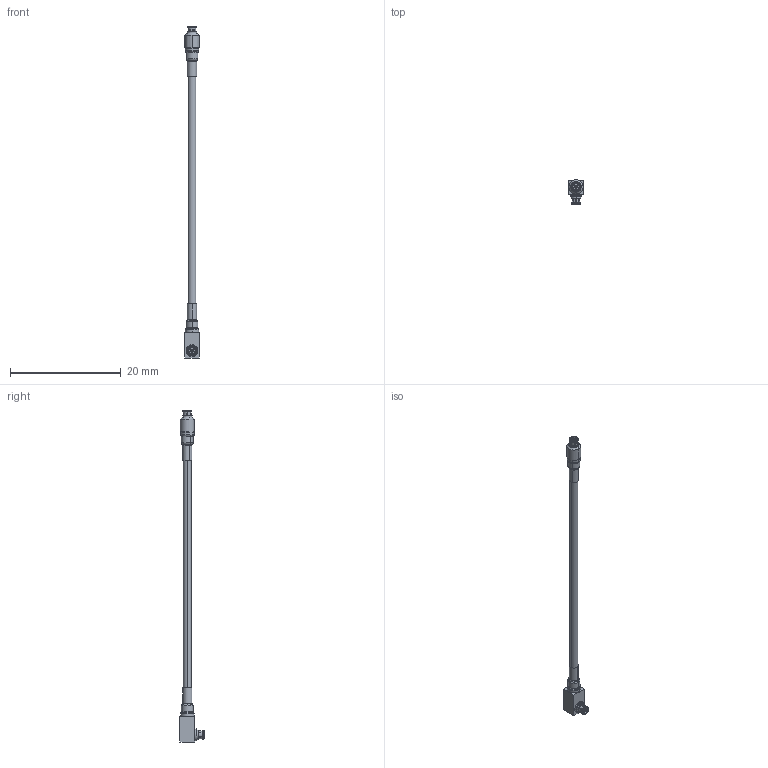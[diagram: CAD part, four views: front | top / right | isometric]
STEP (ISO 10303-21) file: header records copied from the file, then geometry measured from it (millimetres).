
FILE_DESCRIPTION (( 'STEP AP214' ), '1' );
FILE_NAME ('FMCA9952_3D.step', '2023-09-25T22:13:03', ( '' ), ( '' ), 'SwSTEP 2.0', 'SolidWorks 2022', '' );
FILE_SCHEMA (( 'AUTOMOTIVE_DESIGN' ));
Length unit declared in the file: inch
Products named in the file (5): Copy of PE45894^FMCA9952; Copy of PE-P047 Cable New^FMCA9952; FMCA9952_3D; Copy of 047_HeatShrink^FMCA9952; Copy of PE45893^FMCA9952
Assembly tree (5 placements, depth 2):
  FMCA9952_3D
    Copy of PE-P047 Cable New^FMCA9952
    Copy of PE45894^FMCA9952
    Copy of PE45893^FMCA9952
    Copy of 047_HeatShrink^FMCA9952  x2
Bounding box: 2.67 x 4.36 x 60.09 mm (x, y, z)
Volume: 166.6 mm3; surface area: 463.8 mm2
Topology: 5 solids, 5 shells, 257 faces, 654 edges, 418 vertices
Faces by surface type: plane 107, cylinder 67, torus 42, cone 41
Entity records: 8092 total; most frequent: CARTESIAN_POINT 1951, DIRECTION 1276, ORIENTED_EDGE 1224, EDGE_CURVE 612, AXIS2_PLACEMENT_3D 507, VERTEX_POINT 398, LINE 262, CIRCLE 262
